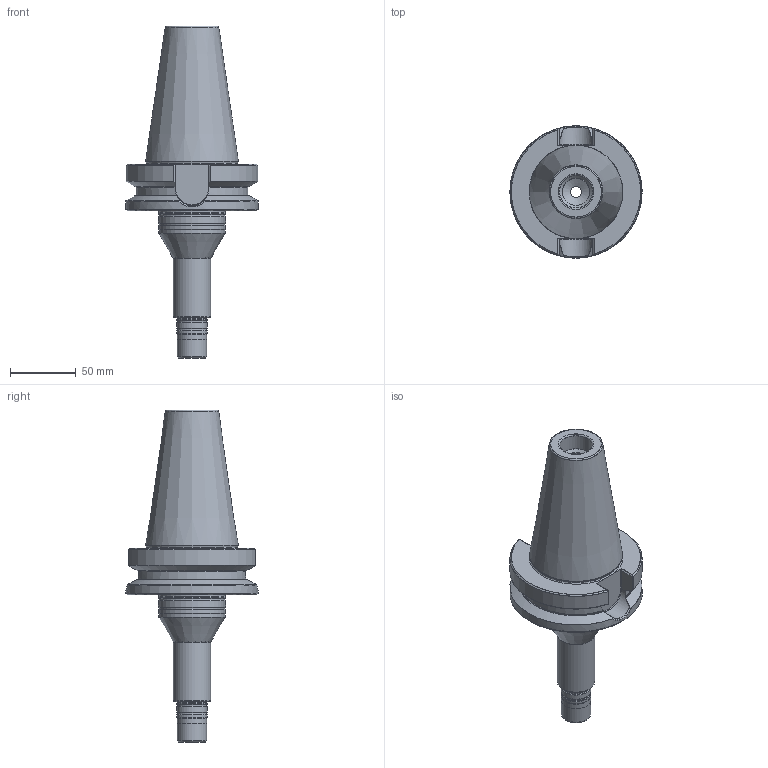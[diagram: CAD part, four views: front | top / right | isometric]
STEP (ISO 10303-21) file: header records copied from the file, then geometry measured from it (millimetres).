
FILE_DESCRIPTION(/* description */ (''),/* implementation_level */ '2;1');
FILE_NAME(/* name */ '415011680.stp',/* time_stamp */ '2021-01-08T12:37:52',/* author */ ('LRA'),/* organization */ ('REGO-FIX'),/* preprocessor_version */ ' Unknown',/* originating_system */ 'SIEMENS PLM Software Solid Edge ST10',/* authorization */ 'Unknown');
FILE_SCHEMA (('AUTOMOTIVE_DESIGN { 1 0 10303 214 2 1 1}'));
Length unit declared in the file: millimetre
Products named in the file (1): NOCUT
Bounding box: 100.3 x 100.3 x 251.7 mm (x, y, z)
Volume: 1053695 mm3; surface area: 137211.4 mm2
Topology: 2 solids, 2 shells, 207 faces, 487 edges, 289 vertices
Faces by surface type: cone 61, plane 57, cylinder 51, torus 34, bspline 4
Full cylindrical faces by diameter (mm): 8.376 x2, 10.5 x2, 20.751 x1, 20.752 x3, 22 x2, 22.3 x1, 22.5 x3, 22.8 x3, 24.7 x1, 25 x1, 28 x1, 28.3 x1, 50 x1, 50.3 x1, 50.5 x3, 50.8 x3, 100 x1, 100.3 x1
Entity records: 6968 total; most frequent: CARTESIAN_POINT 1311, DIRECTION 880, ORIENTED_EDGE 738, AXIS2_PLACEMENT_3D 384, EDGE_CURVE 369, EDGE_LOOP 318, FACE_BOUND 318, VERTEX_POINT 273
